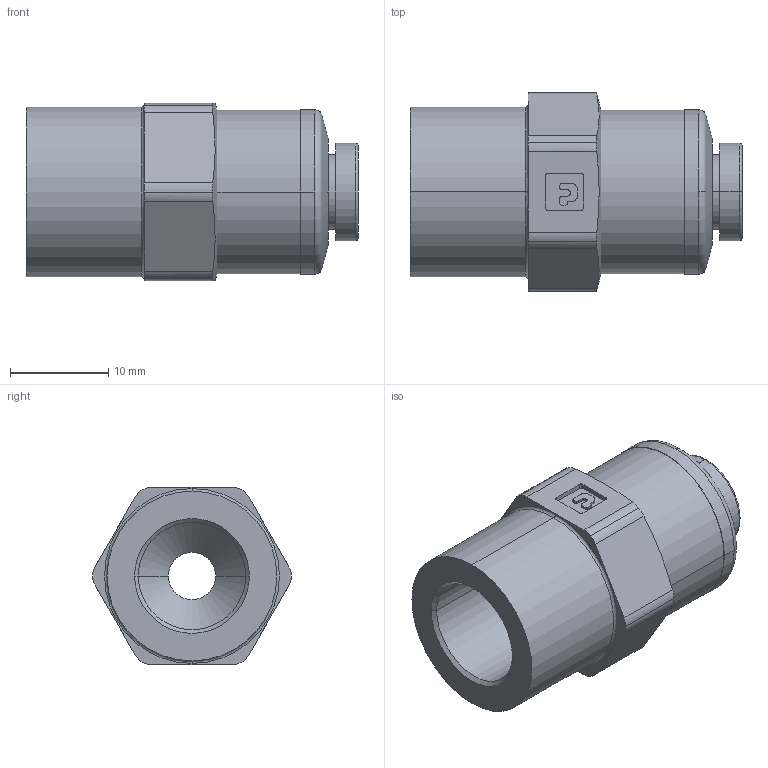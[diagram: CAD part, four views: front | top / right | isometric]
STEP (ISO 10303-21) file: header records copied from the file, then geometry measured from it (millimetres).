
FILE_DESCRIPTION((''),'2;1');
FILE_NAME('45° Female Flare A4FF4-MG.stp','2005-05-31T15:16:14',('DB01101'),(''),'Autodesk Inventor 9','Autodesk Inventor 9','');
FILE_SCHEMA(('AUTOMOTIVE_DESIGN { 1 0 10303 214 1 1 1 1 }'));
Length unit declared in the file: inch
Products named in the file (1): 45° Female Flare A4FF4-MG
Bounding box: 33.78 x 20.23 x 18.03 mm (x, y, z)
Volume: 5864.4 mm3; surface area: 3065.3 mm2
Topology: 1 solids, 1 shells, 97 faces, 254 edges, 166 vertices
Faces by surface type: cylinder 48, plane 28, bspline 11, cone 6, torus 4
Entity records: 3267 total; most frequent: CARTESIAN_POINT 821, DIRECTION 526, ORIENTED_EDGE 508, EDGE_CURVE 254, AXIS2_PLACEMENT_3D 205, VERTEX_POINT 166, CIRCLE 118, VECTOR 116
